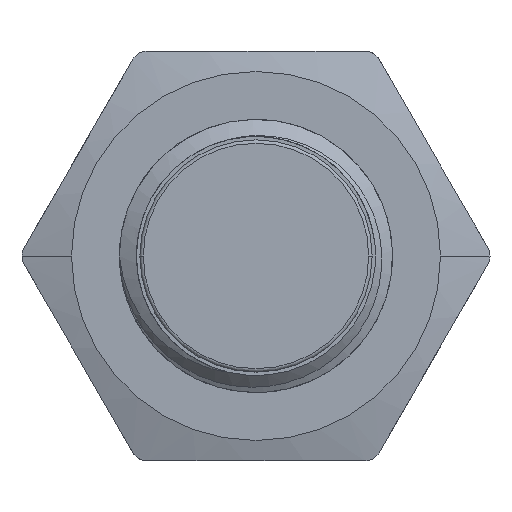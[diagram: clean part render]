
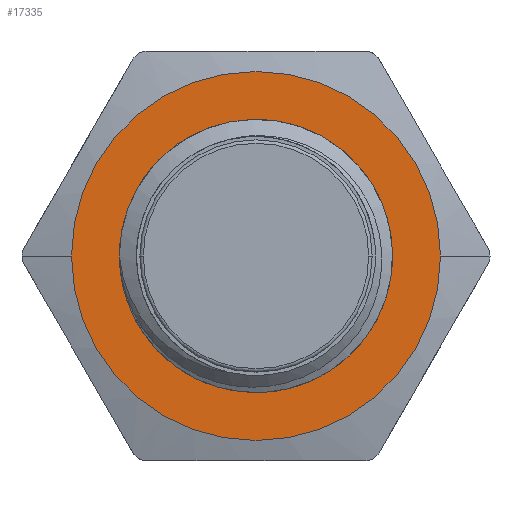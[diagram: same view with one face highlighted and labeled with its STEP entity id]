
A CAD part, front view. The second image highlights one B-rep face of the part: STEP entity #17335.
In plain terms, the highlighted face is planar.
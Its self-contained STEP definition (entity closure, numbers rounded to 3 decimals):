
#11577=CARTESIAN_POINT('',(0.,3.5,0.));
#11578=DIRECTION('',(0.,-1.,0.));
#11579=DIRECTION('',(1.,0.,0.));
#11580=AXIS2_PLACEMENT_3D('',#11577,#11578,#11579);
#11585=CARTESIAN_POINT('',(0.,3.5,0.));
#11586=DIRECTION('',(0.,-1.,0.));
#11587=DIRECTION('',(-1.,0.,0.));
#11588=AXIS2_PLACEMENT_3D('',#11585,#11586,#11587);
#11593=CARTESIAN_POINT('',(0.,3.5,0.));
#11594=DIRECTION('',(0.,1.,0.));
#11595=DIRECTION('',(1.,0.,0.));
#11596=AXIS2_PLACEMENT_3D('',#11593,#11594,#11595);
#11601=CARTESIAN_POINT('',(0.,3.5,0.));
#11602=DIRECTION('',(0.,1.,0.));
#11603=DIRECTION('',(-1.,0.,0.));
#11604=AXIS2_PLACEMENT_3D('',#11601,#11602,#11603);
#16623=CARTESIAN_POINT('',(3.5,3.5,0.));
#16624=CARTESIAN_POINT('',(-3.5,3.5,0.));
#16625=VERTEX_POINT('',#16623);
#16626=VERTEX_POINT('',#16624);
#16675=CARTESIAN_POINT('',(5.4,3.5,0.));
#16676=CARTESIAN_POINT('',(-5.4,3.5,0.));
#16677=VERTEX_POINT('',#16675);
#16678=VERTEX_POINT('',#16676);
#17318=CARTESIAN_POINT('',(0.,3.5,0.));
#17319=DIRECTION('',(0.,1.,0.));
#17320=DIRECTION('',(1.,0.,0.));
#17321=AXIS2_PLACEMENT_3D('',#17318,#17319,#17320);
#17322=PLANE('',#17321);
#17324=ORIENTED_EDGE('',*,*,#17323,.F.);
#17326=ORIENTED_EDGE('',*,*,#17325,.F.);
#17327=EDGE_LOOP('',(#17324,#17326));
#17328=FACE_OUTER_BOUND('',#17327,.F.);
#17330=ORIENTED_EDGE('',*,*,#17329,.F.);
#17332=ORIENTED_EDGE('',*,*,#17331,.F.);
#17333=EDGE_LOOP('',(#17330,#17332));
#17334=FACE_BOUND('',#17333,.F.);
#17335=ADVANCED_FACE('',(#17328,#17334),#17322,.T.);
#11581=CIRCLE('',#11580,3.5);
#11589=CIRCLE('',#11588,3.5);
#11597=CIRCLE('',#11596,5.4);
#11605=CIRCLE('',#11604,5.4);
#17323=EDGE_CURVE('',#16677,#16678,#11597,.T.);
#17325=EDGE_CURVE('',#16678,#16677,#11605,.T.);
#17329=EDGE_CURVE('',#16625,#16626,#11581,.T.);
#17331=EDGE_CURVE('',#16626,#16625,#11589,.T.);
